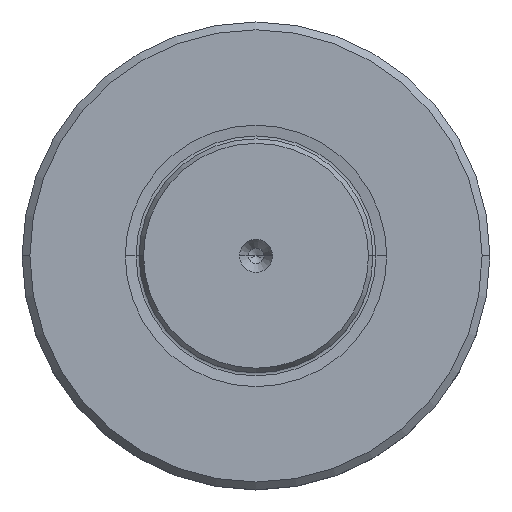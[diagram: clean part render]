
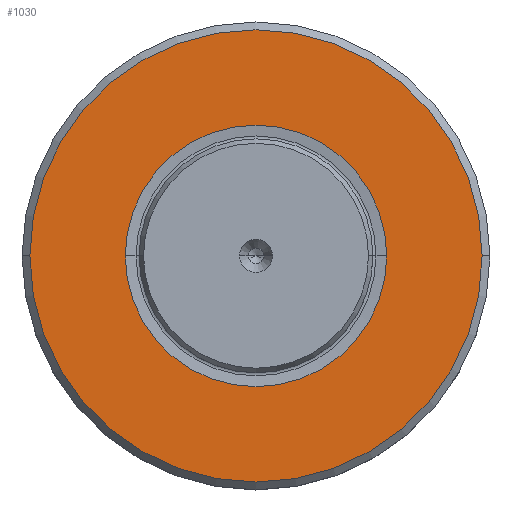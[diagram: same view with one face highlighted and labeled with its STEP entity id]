
A CAD part, top view. The second image highlights one B-rep face of the part: STEP entity #1030.
In plain terms, the highlighted planar face has unit normal (0, 0, 1).
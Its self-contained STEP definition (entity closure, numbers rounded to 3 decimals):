
#273=CARTESIAN_POINT('',(0.,0.,0.));
#274=DIRECTION('',(0.,0.,-1.));
#275=DIRECTION('',(-1.,0.,0.));
#276=AXIS2_PLACEMENT_3D('',#273,#274,#275);
#281=CARTESIAN_POINT('',(0.,0.,0.));
#282=DIRECTION('',(0.,0.,-1.));
#283=DIRECTION('',(1.,0.,0.));
#284=AXIS2_PLACEMENT_3D('',#281,#282,#283);
#289=CARTESIAN_POINT('',(0.,0.,0.));
#290=DIRECTION('',(0.,0.,1.));
#291=DIRECTION('',(-1.,0.,0.));
#292=AXIS2_PLACEMENT_3D('',#289,#290,#291);
#297=CARTESIAN_POINT('',(0.,0.,0.));
#298=DIRECTION('',(0.,0.,1.));
#299=DIRECTION('',(1.,0.,0.));
#300=AXIS2_PLACEMENT_3D('',#297,#298,#299);
#745=CARTESIAN_POINT('',(-16.765,0.,0.));
#746=VERTEX_POINT('',#745);
#747=CARTESIAN_POINT('',(16.765,0.,0.));
#748=VERTEX_POINT('',#747);
#749=CARTESIAN_POINT('',(-29.,0.,0.));
#750=CARTESIAN_POINT('',(29.,0.,0.));
#751=VERTEX_POINT('',#749);
#752=VERTEX_POINT('',#750);
#1015=CARTESIAN_POINT('',(0.,0.,0.));
#1016=DIRECTION('',(0.,0.,-1.));
#1017=DIRECTION('',(-1.,0.,0.));
#1018=AXIS2_PLACEMENT_3D('',#1015,#1016,#1017);
#1019=PLANE('',#1018);
#1021=ORIENTED_EDGE('',*,*,#1020,.T.);
#1023=ORIENTED_EDGE('',*,*,#1022,.T.);
#1024=EDGE_LOOP('',(#1021,#1023));
#1025=FACE_OUTER_BOUND('',#1024,.F.);
#1026=ORIENTED_EDGE('',*,*,#997,.T.);
#1027=ORIENTED_EDGE('',*,*,#1008,.T.);
#1028=EDGE_LOOP('',(#1026,#1027));
#1029=FACE_BOUND('',#1028,.F.);
#277=CIRCLE('',#276,29.);
#285=CIRCLE('',#284,29.);
#293=CIRCLE('',#292,16.765);
#301=CIRCLE('',#300,16.765);
#997=EDGE_CURVE('',#746,#748,#293,.T.);
#1008=EDGE_CURVE('',#748,#746,#301,.T.);
#1020=EDGE_CURVE('',#751,#752,#277,.T.);
#1022=EDGE_CURVE('',#752,#751,#285,.T.);
#1030=ADVANCED_FACE('',(#1025,#1029),#1019,.F.);
